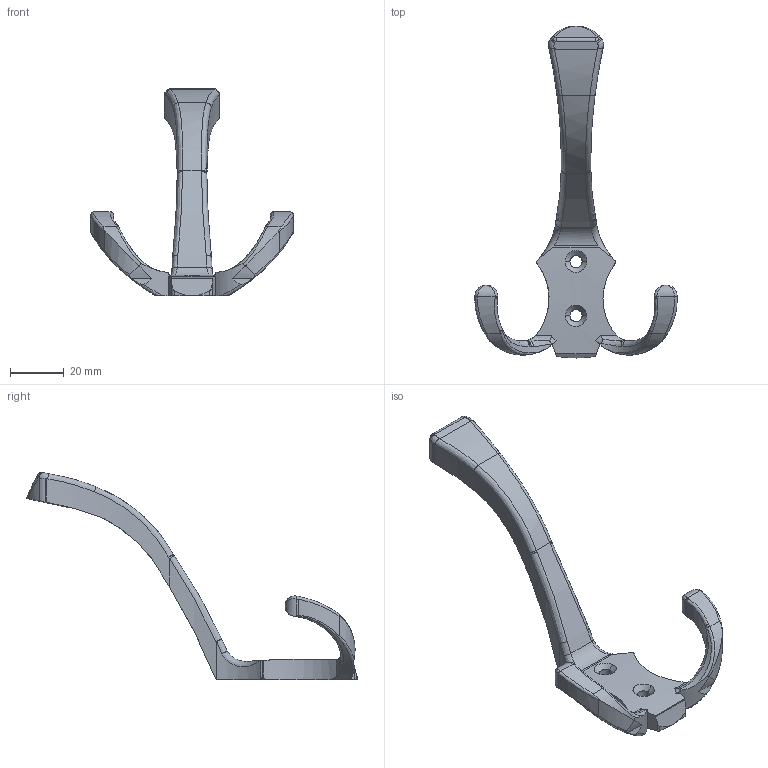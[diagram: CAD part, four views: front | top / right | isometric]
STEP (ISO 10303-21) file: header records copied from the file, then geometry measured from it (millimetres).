
FILE_DESCRIPTION (( 'STEP AP214' ), '1' );
FILE_NAME ('F002419,F002420,F002421,F002422,F002423,F002424,F002425,F002426_3D.step', '2022-07-07T08:09:14', ( '' ), ( '' ), 'SwSTEP 2.0', 'SolidWorks 2020', '' );
FILE_SCHEMA (( 'AUTOMOTIVE_DESIGN' ));
Length unit declared in the file: millimetre
Products named in the file (1): F002419,F002420,F002421,F002422,F002423,F002424,F002425,F002426_3D
Bounding box: 75.02 x 123 x 76.91 mm (x, y, z)
Volume: 24230 mm3; surface area: 10224.4 mm2
Topology: 1 solids, 1 shells, 156 faces, 438 edges, 279 vertices
Faces by surface type: bspline 75, cylinder 70, plane 11
Entity records: 11398 total; most frequent: CARTESIAN_POINT 8299, ORIENTED_EDGE 866, EDGE_CURVE 433, DIRECTION 314, B_SPLINE_CURVE_WITH_KNOTS 286, VERTEX_POINT 279, EDGE_LOOP 160, FACE_OUTER_BOUND 156
